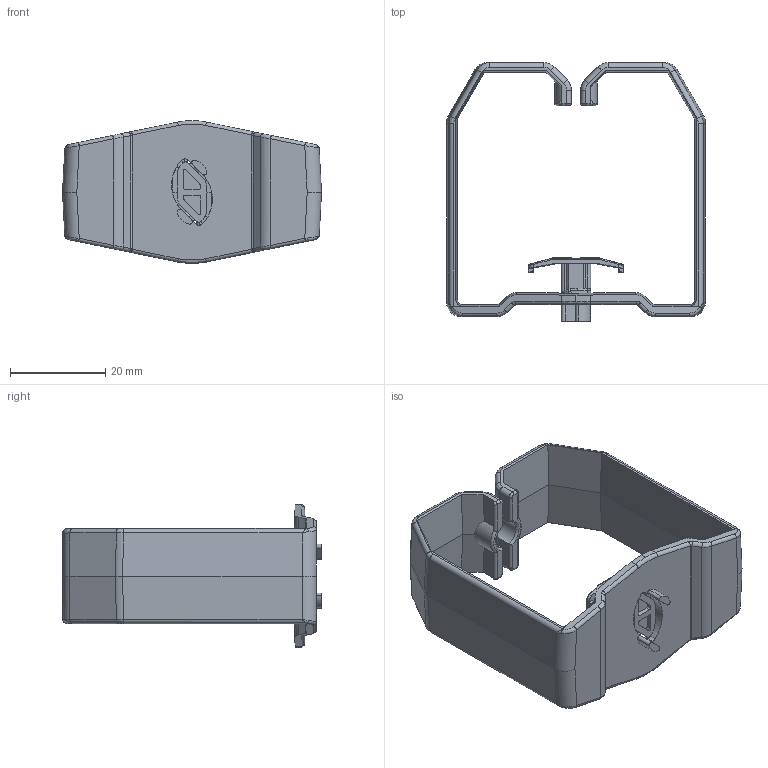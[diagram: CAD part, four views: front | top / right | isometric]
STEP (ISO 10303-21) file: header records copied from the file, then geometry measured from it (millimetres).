
FILE_DESCRIPTION (( 'STEP AP203' ), '1' );
FILE_NAME ('CL-2222.step', '2020-08-27T16:21:43', ( '' ), ( '' ), 'SwSTEP 2.0', 'SolidWorks 2019', '' );
FILE_SCHEMA (( 'CONFIG_CONTROL_DESIGN' ));
Length unit declared in the file: inch
Products named in the file (1): CL-2222
Bounding box: 54.4 x 54.3 x 29.97 mm (x, y, z)
Volume: 8749.3 mm3; surface area: 10296.3 mm2
Topology: 1 solids, 1 shells, 855 faces, 2302 edges, 1476 vertices
Faces by surface type: plane 613, cylinder 180, bspline 55, cone 4, torus 3
Entity records: 30476 total; most frequent: CARTESIAN_POINT 10722, ORIENTED_EDGE 4588, DIRECTION 3253, EDGE_CURVE 2294, VECTOR 1491, LINE 1491, VERTEX_POINT 1476, EDGE_LOOP 898
